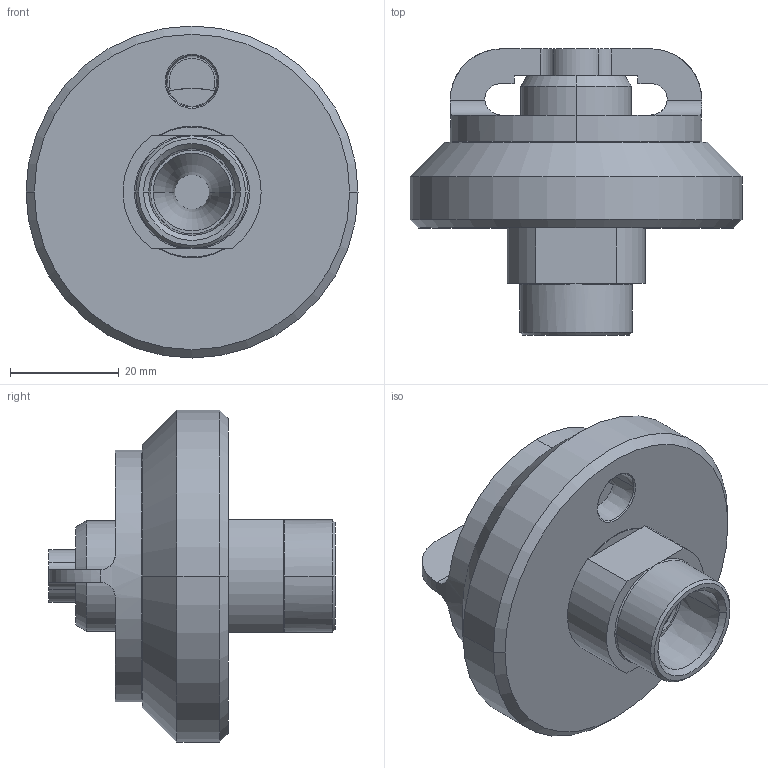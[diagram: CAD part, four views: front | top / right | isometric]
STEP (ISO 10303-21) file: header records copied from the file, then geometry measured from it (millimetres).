
FILE_DESCRIPTION (( 'STEP AP214' ), '1' );
FILE_NAME ('Victaulic-FP-Emitter Series 954 (PVDF)_0.25.stp', '2020-05-01T13:28:47', ( '' ), ( '' ), 'SwSTEP 2.0', 'SolidWorks 2019', '' );
FILE_SCHEMA (( 'AUTOMOTIVE_DESIGN' ));
Length unit declared in the file: inch
Products named in the file (1): Victaulic-FP-Emitter Series 954 (PVDF)_0.25
Bounding box: 60.96 x 52.56 x 60.96 mm (x, y, z)
Volume: 50532.5 mm3; surface area: 23347.7 mm2
Topology: 6 solids, 6 shells, 332 faces, 906 edges, 584 vertices
Faces by surface type: cylinder 121, torus 90, plane 75, cone 42, bspline 4
Entity records: 16017 total; most frequent: CARTESIAN_POINT 3019, DIRECTION 1870, ORIENTED_EDGE 1804, EDGE_CURVE 902, AXIS2_PLACEMENT_3D 793, VERTEX_POINT 584, CIRCLE 464, EDGE_LOOP 382
